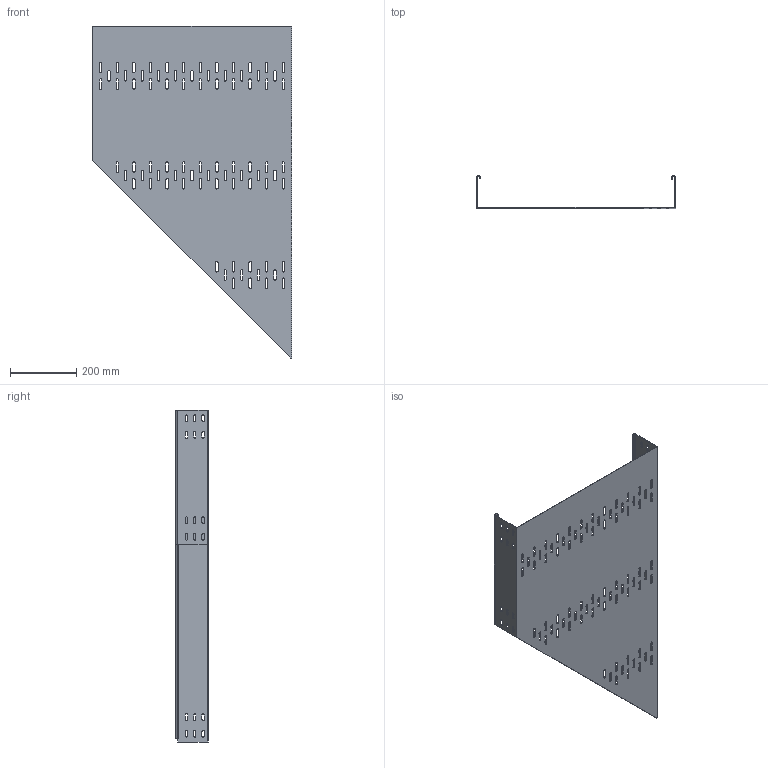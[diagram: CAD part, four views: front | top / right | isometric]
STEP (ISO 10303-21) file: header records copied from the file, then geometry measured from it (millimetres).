
FILE_DESCRIPTION (( 'STEP AP214' ), '1' );
FILE_NAME ('6061917.STEP', '2019-11-27T07:07:09', ( '' ), ( '' ), 'SwSTEP 2.0', 'SolidWorks 2018', '' );
FILE_SCHEMA (( 'AUTOMOTIVE_DESIGN' ));
Length unit declared in the file: millimetre
Products named in the file (1): 6061917
Bounding box: 600 x 98 x 1000 mm (x, y, z)
Volume: 1109120 mm3; surface area: 1129369.6 mm2
Topology: 1 solids, 1 shells, 526 faces, 1556 edges, 1032 vertices
Faces by surface type: cylinder 289, plane 237
Entity records: 20000 total; most frequent: DIRECTION 3188, CARTESIAN_POINT 3115, ORIENTED_EDGE 3112, EDGE_CURVE 1556, AXIS2_PLACEMENT_3D 1105, VERTEX_POINT 1032, LINE 978, VECTOR 978
